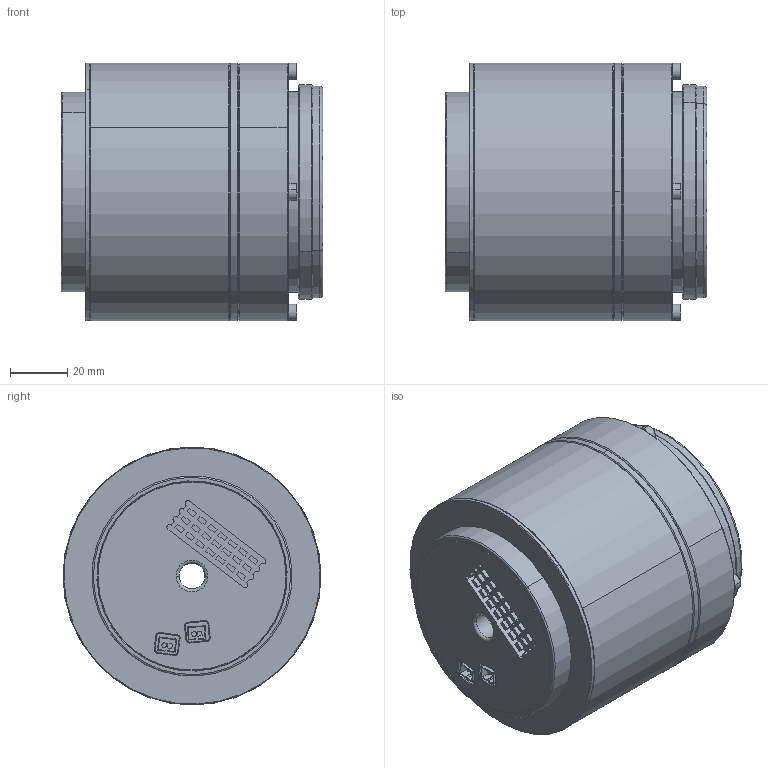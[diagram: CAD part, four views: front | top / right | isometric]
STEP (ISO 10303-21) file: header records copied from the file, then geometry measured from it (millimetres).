
FILE_DESCRIPTION (( 'STEP AP214' ), '1' );
FILE_NAME ('WHG60勤俋耀倰-20260106.STEP', '2026-01-06T11:53:59', ( '' ), ( '' ), 'SwSTEP 2.0', 'SolidWorks 2024', '' );
FILE_SCHEMA (( 'AUTOMOTIVE_DESIGN' ));
Length unit declared in the file: millimetre
Products named in the file (1): WHG60对外模型-20260106
Bounding box: 91.2 x 90 x 90 mm (x, y, z)
Volume: 519225.2 mm3; surface area: 47553.2 mm2
Topology: 1 solids, 5 shells, 653 faces, 1594 edges, 1032 vertices
Faces by surface type: plane 347, cylinder 188, cone 64, torus 54
Entity records: 19269 total; most frequent: CARTESIAN_POINT 3446, DIRECTION 3424, ORIENTED_EDGE 3172, EDGE_CURVE 1586, AXIS2_PLACEMENT_3D 1230, VERTEX_POINT 1032, VECTOR 964, LINE 964
